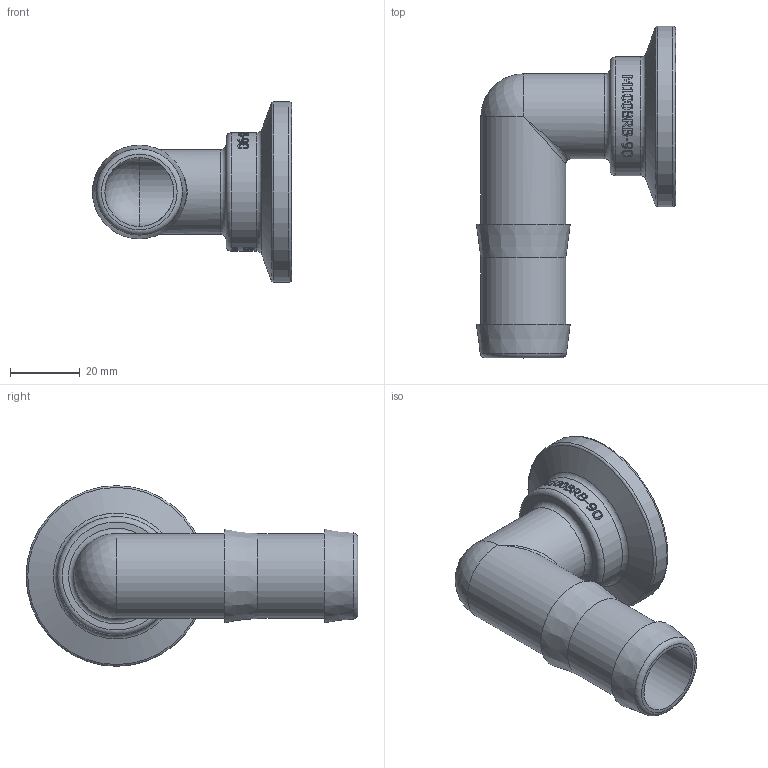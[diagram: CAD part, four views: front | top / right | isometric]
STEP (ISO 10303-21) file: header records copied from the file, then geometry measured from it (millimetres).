
FILE_DESCRIPTION((''),'2;1');
FILE_NAME('M100BRB90.stp','2012-09-21T07:29:04',('areid'),(''),'Autodesk Inventor 2012','Autodesk Inventor 2012','');
FILE_SCHEMA(('AUTOMOTIVE_DESIGN { 1 0 10303 214 1 1 1 1 }'));
Length unit declared in the file: inch
Products named in the file (1): M100BRB90
Bounding box: 57.15 x 95.25 x 51.82 mm (x, y, z)
Volume: 34081.8 mm3; surface area: 20062.4 mm2
Topology: 1 solids, 1 shells, 405 faces, 1068 edges, 707 vertices
Faces by surface type: plane 189, bspline 157, cylinder 48, torus 6, cone 3, sphere 2
Full cylindrical faces by diameter (mm): 19.812 x2, 24.384 x3, 34.036 x1, 35.052 x1, 51.816 x1
Entity records: 15184 total; most frequent: CARTESIAN_POINT 6042, ORIENTED_EDGE 2090, DIRECTION 1499, EDGE_CURVE 1045, VERTEX_POINT 703, AXIS2_PLACEMENT_3D 517, EDGE_LOOP 468, VECTOR 465
